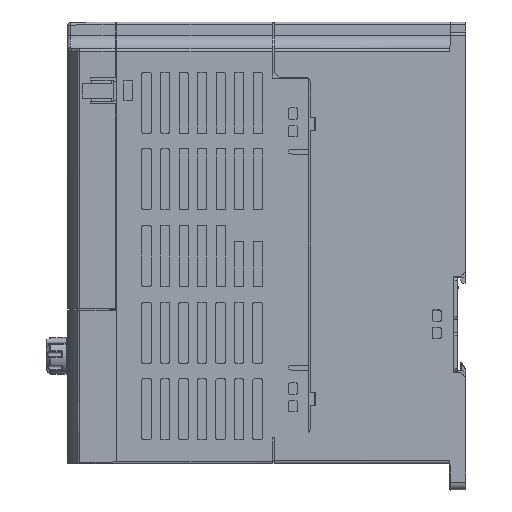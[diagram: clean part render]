
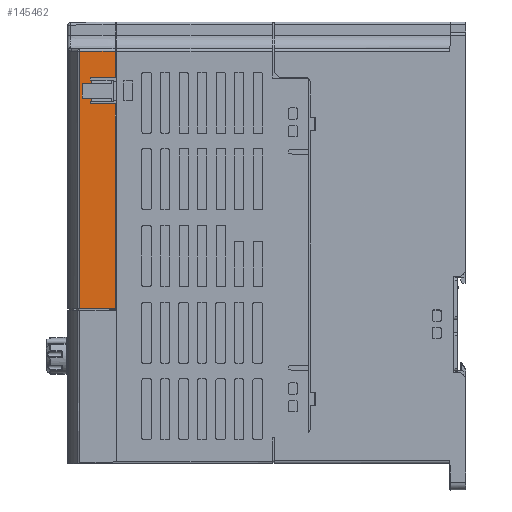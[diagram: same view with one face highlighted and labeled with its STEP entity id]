
A CAD part, left-side view. The second image highlights one B-rep face of the part: STEP entity #145462.
In plain terms, the highlighted planar face has unit normal (-1, 0.009, 0).
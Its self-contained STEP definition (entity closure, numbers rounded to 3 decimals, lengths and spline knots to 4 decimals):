
#554 = ORIENTED_EDGE ( 'NONE', *, *, #62802, .F. ) ;
#4113 = DIRECTION ( 'NONE',  ( 0.009, 1., 0. ) ) ;
#4353 = ORIENTED_EDGE ( 'NONE', *, *, #72807, .T. ) ;
#5703 = CARTESIAN_POINT ( 'NONE',  ( -1.9848, 5.3583, -1.1811 ) ) ;
#6388 = DIRECTION ( 'NONE',  ( 0.009, 1., -0.009 ) ) ;
#8105 = VERTEX_POINT ( 'NONE', #127137 ) ;
#9781 = DIRECTION ( 'NONE',  ( 0., 0., -1. ) ) ;
#10314 = DIRECTION ( 'NONE',  ( -0.009, -1., 0. ) ) ;
#11988 = VERTEX_POINT ( 'NONE', #63341 ) ;
#12154 = VECTOR ( 'NONE', #28321, 39.3701 ) ;
#12180 = CARTESIAN_POINT ( 'NONE',  ( -1.9834, 5.5141, -4.4048 ) ) ;
#13881 = CARTESIAN_POINT ( 'NONE',  ( -1.9848, 5.3583, -1.2205 ) ) ;
#14445 = DIRECTION ( 'NONE',  ( 0., 0., 1. ) ) ;
#15145 = DIRECTION ( 'NONE',  ( 0.009, 1., 0. ) ) ;
#18307 = LINE ( 'NONE', #130549, #100799 ) ;
#18941 = ORIENTED_EDGE ( 'NONE', *, *, #157040, .T. ) ;
#21444 = LINE ( 'NONE', #70323, #154756 ) ;
#23190 = VECTOR ( 'NONE', #6388, 39.3701 ) ;
#25578 = CARTESIAN_POINT ( 'NONE',  ( -1.9849, 5.3408, -0.8661 ) ) ;
#26002 =( BOUNDED_CURVE ( )  B_SPLINE_CURVE ( 3, ( #57495, #94398, #143295, #93593 ),
 .UNSPECIFIED., .F., .T. ) 
 B_SPLINE_CURVE_WITH_KNOTS ( ( 4, 4 ),
 ( 0., 1.5708 ),
 .UNSPECIFIED. ) 
 CURVE ( )  GEOMETRIC_REPRESENTATION_ITEM ( )  RATIONAL_B_SPLINE_CURVE ( ( 1., 0.805, 0.805, 1. ) ) 
 REPRESENTATION_ITEM ( '' )  );
#27032 = CARTESIAN_POINT ( 'NONE',  ( -1.9849, 5.3408, -0.9134 ) ) ;
#28321 = DIRECTION ( 'NONE',  ( 0., 0., 1. ) ) ;
#34985 = CARTESIAN_POINT ( 'NONE',  ( -1.9837, 5.4764, -0.9134 ) ) ;
#35043 = DIRECTION ( 'NONE',  ( 0., 0., 1. ) ) ;
#35561 = EDGE_CURVE ( 'NONE', #123991, #11988, #75784, .T. ) ;
#36337 = VECTOR ( 'NONE', #57917, 39.3701 ) ;
#38728 = ORIENTED_EDGE ( 'NONE', *, *, #115386, .F. ) ;
#39408 = ORIENTED_EDGE ( 'NONE', *, *, #52243, .F. ) ;
#42704 = LINE ( 'NONE', #53957, #12154 ) ;
#43155 = DIRECTION ( 'NONE',  ( 0., 0., 1. ) ) ;
#43545 = EDGE_CURVE ( 'NONE', #55425, #96031, #18307, .T. ) ;
#44217 = CARTESIAN_POINT ( 'NONE',  ( -1.9848, 5.3583, -1.1811 ) ) ;
#47193 = VERTEX_POINT ( 'NONE', #91955 ) ;
#47799 = VECTOR ( 'NONE', #9781, 39.3701 ) ;
#48986 = CARTESIAN_POINT ( 'NONE',  ( -1.9849, 5.3408, -1.1811 ) ) ;
#49871 = VERTEX_POINT ( 'NONE', #58156 ) ;
#50359 = VERTEX_POINT ( 'NONE', #5703 ) ;
#50570 = AXIS2_PLACEMENT_3D ( 'NONE', #157782, #120963, #10314 ) ;
#51655 = CARTESIAN_POINT ( 'NONE',  ( -1.988, 4.9843, -0.8268 ) ) ;
#52243 = EDGE_CURVE ( 'NONE', #75371, #73641, #74405, .T. ) ;
#52285 = VECTOR ( 'NONE', #4113, 39.3701 ) ;
#52575 = ORIENTED_EDGE ( 'NONE', *, *, #126339, .T. ) ;
#52888 = LINE ( 'NONE', #63371, #87350 ) ;
#52897 = EDGE_CURVE ( 'NONE', #144840, #50359, #108033, .T. ) ;
#53474 = VECTOR ( 'NONE', #125514, 39.3701 ) ;
#53957 = CARTESIAN_POINT ( 'NONE',  ( -1.9837, 5.4764, -4.4048 ) ) ;
#55425 = VERTEX_POINT ( 'NONE', #58375 ) ;
#57495 = CARTESIAN_POINT ( 'NONE',  ( -1.988, 4.9843, -4.252 ) ) ;
#57917 = DIRECTION ( 'NONE',  ( 0., 0., 1. ) ) ;
#58156 = CARTESIAN_POINT ( 'NONE',  ( -1.9849, 5.3408, -0.8661 ) ) ;
#58375 = CARTESIAN_POINT ( 'NONE',  ( -1.9848, 5.3583, -0.8268 ) ) ;
#58727 = LINE ( 'NONE', #143722, #36337 ) ;
#60029 = FACE_OUTER_BOUND ( 'NONE', #150410, .T. ) ;
#60527 = ORIENTED_EDGE ( 'NONE', *, *, #92997, .T. ) ;
#62302 = CARTESIAN_POINT ( 'NONE',  ( -1.988, 4.9843, -4.252 ) ) ;
#62802 = EDGE_CURVE ( 'NONE', #93563, #96031, #153187, .T. ) ;
#63341 = CARTESIAN_POINT ( 'NONE',  ( -1.9834, 5.5141, -4.2717 ) ) ;
#63371 = CARTESIAN_POINT ( 'NONE',  ( -1.9849, 5.3408, -4.4048 ) ) ;
#63505 = CARTESIAN_POINT ( 'NONE',  ( -1.988, 4.9843, -1.2205 ) ) ;
#64499 = CARTESIAN_POINT ( 'NONE',  ( -1.9849, 5.3408, -1.1339 ) ) ;
#69617 = VERTEX_POINT ( 'NONE', #34985 ) ;
#69631 = VECTOR ( 'NONE', #157140, 39.3701 ) ;
#70323 = CARTESIAN_POINT ( 'NONE',  ( -1.988, 4.9843, -1.2205 ) ) ;
#72807 = EDGE_CURVE ( 'NONE', #131906, #94533, #101945, .T. ) ;
#73367 = EDGE_CURVE ( 'NONE', #49871, #47193, #97768, .T. ) ;
#73641 = VERTEX_POINT ( 'NONE', #62302 ) ;
#73863 = ORIENTED_EDGE ( 'NONE', *, *, #35561, .F. ) ;
#74405 = LINE ( 'NONE', #123348, #140017 ) ;
#75371 = VERTEX_POINT ( 'NONE', #63505 ) ;
#75784 = LINE ( 'NONE', #151117, #53474 ) ;
#79485 = VECTOR ( 'NONE', #43155, 39.3701 ) ;
#80531 = VECTOR ( 'NONE', #15145, 39.3701 ) ;
#80999 = ORIENTED_EDGE ( 'NONE', *, *, #52897, .T. ) ;
#82402 = EDGE_CURVE ( 'NONE', #8105, #11988, #96389, .T. ) ;
#84206 = LINE ( 'NONE', #123495, #69631 ) ;
#86805 = VECTOR ( 'NONE', #88373, 39.3701 ) ;
#87350 = VECTOR ( 'NONE', #14445, 39.3701 ) ;
#88201 = EDGE_CURVE ( 'NONE', #47193, #55425, #104076, .T. ) ;
#88373 = DIRECTION ( 'NONE',  ( 0., 0., -1. ) ) ;
#88523 = VECTOR ( 'NONE', #102028, 39.3701 ) ;
#90087 = ORIENTED_EDGE ( 'NONE', *, *, #153967, .T. ) ;
#91955 = CARTESIAN_POINT ( 'NONE',  ( -1.9848, 5.3583, -0.8661 ) ) ;
#92997 = EDGE_CURVE ( 'NONE', #94533, #69617, #42704, .T. ) ;
#93307 = ORIENTED_EDGE ( 'NONE', *, *, #88201, .T. ) ;
#93563 = VERTEX_POINT ( 'NONE', #108008 ) ;
#93593 = CARTESIAN_POINT ( 'NONE',  ( -1.9878, 5.0039, -4.2717 ) ) ;
#93648 = CARTESIAN_POINT ( 'NONE',  ( -1.9848, 5.3583, -4.4048 ) ) ;
#94398 = CARTESIAN_POINT ( 'NONE',  ( -1.988, 4.9843, -4.2635 ) ) ;
#94533 = VERTEX_POINT ( 'NONE', #121855 ) ;
#96031 = VERTEX_POINT ( 'NONE', #51655 ) ;
#96389 = LINE ( 'NONE', #12180, #47799 ) ;
#97768 = LINE ( 'NONE', #25578, #80531 ) ;
#100799 = VECTOR ( 'NONE', #139422, 39.3701 ) ;
#101945 = LINE ( 'NONE', #138847, #52285 ) ;
#102028 = DIRECTION ( 'NONE',  ( -0.009, -1., 0. ) ) ;
#103288 = DIRECTION ( 'NONE',  ( 0.009, 1., 0. ) ) ;
#104076 = LINE ( 'NONE', #93648, #79485 ) ;
#104210 = CARTESIAN_POINT ( 'NONE',  ( -1.988, 4.9843, -0.4332 ) ) ;
#105996 = CARTESIAN_POINT ( 'NONE',  ( -1.9878, 5.0039, -4.2717 ) ) ;
#108008 = CARTESIAN_POINT ( 'NONE',  ( -1.988, 4.9843, -0.4332 ) ) ;
#108033 = LINE ( 'NONE', #144904, #150436 ) ;
#108203 = ORIENTED_EDGE ( 'NONE', *, *, #82402, .T. ) ;
#108316 = EDGE_CURVE ( 'NONE', #147137, #49871, #52888, .T. ) ;
#108907 = PLANE ( 'NONE',  #50570 ) ;
#114755 = CARTESIAN_POINT ( 'NONE',  ( -1.988, 4.9843, 0. ) ) ;
#115386 = EDGE_CURVE ( 'NONE', #73641, #123991, #26002, .T. ) ;
#115481 = LINE ( 'NONE', #104210, #23190 ) ;
#120963 = DIRECTION ( 'NONE',  ( -1., 0.009, 0. ) ) ;
#121855 = CARTESIAN_POINT ( 'NONE',  ( -1.9837, 5.4764, -1.1339 ) ) ;
#123126 = VERTEX_POINT ( 'NONE', #48986 ) ;
#123348 = CARTESIAN_POINT ( 'NONE',  ( -1.988, 4.9843, 0. ) ) ;
#123495 = CARTESIAN_POINT ( 'NONE',  ( -1.9882, 4.9646, -0.9134 ) ) ;
#123991 = VERTEX_POINT ( 'NONE', #105996 ) ;
#125514 = DIRECTION ( 'NONE',  ( 0.009, 1., 0. ) ) ;
#126339 = EDGE_CURVE ( 'NONE', #50359, #123126, #140465, .T. ) ;
#127137 = CARTESIAN_POINT ( 'NONE',  ( -1.9834, 5.5141, -0.4379 ) ) ;
#130549 = CARTESIAN_POINT ( 'NONE',  ( -1.9848, 5.3583, -0.8268 ) ) ;
#131906 = VERTEX_POINT ( 'NONE', #64499 ) ;
#134410 = ORIENTED_EDGE ( 'NONE', *, *, #73367, .T. ) ;
#137197 = ORIENTED_EDGE ( 'NONE', *, *, #43545, .T. ) ;
#138847 = CARTESIAN_POINT ( 'NONE',  ( -1.9882, 4.9646, -1.1339 ) ) ;
#139422 = DIRECTION ( 'NONE',  ( -0.009, -1., 0. ) ) ;
#140017 = VECTOR ( 'NONE', #156983, 39.3701 ) ;
#140465 = LINE ( 'NONE', #44217, #88523 ) ;
#143042 = EDGE_CURVE ( 'NONE', #69617, #147137, #84206, .T. ) ;
#143295 = CARTESIAN_POINT ( 'NONE',  ( -1.9879, 4.9924, -4.2717 ) ) ;
#143722 = CARTESIAN_POINT ( 'NONE',  ( -1.9849, 5.3408, -4.4048 ) ) ;
#144840 = VERTEX_POINT ( 'NONE', #13881 ) ;
#144904 = CARTESIAN_POINT ( 'NONE',  ( -1.9848, 5.3583, -4.4048 ) ) ;
#145462 = ADVANCED_FACE ( 'NONE', ( #60029 ), #108907, .T. ) ;
#147137 = VERTEX_POINT ( 'NONE', #27032 ) ;
#148646 = ORIENTED_EDGE ( 'NONE', *, *, #143042, .T. ) ;
#149829 = ORIENTED_EDGE ( 'NONE', *, *, #108316, .T. ) ;
#150266 = ORIENTED_EDGE ( 'NONE', *, *, #150365, .T. ) ;
#150365 = EDGE_CURVE ( 'NONE', #93563, #8105, #115481, .T. ) ;
#150410 = EDGE_LOOP ( 'NONE', ( #150266, #108203, #73863, #38728, #39408, #18941, #80999, #52575, #90087, #4353, #60527, #148646, #149829, #134410, #93307, #137197, #554 ) ) ;
#150436 = VECTOR ( 'NONE', #35043, 39.3701 ) ;
#151117 = CARTESIAN_POINT ( 'NONE',  ( -1.9878, 5.0039, -4.2717 ) ) ;
#153187 = LINE ( 'NONE', #114755, #86805 ) ;
#153967 = EDGE_CURVE ( 'NONE', #123126, #131906, #58727, .T. ) ;
#154756 = VECTOR ( 'NONE', #103288, 39.3701 ) ;
#156983 = DIRECTION ( 'NONE',  ( 0., 0., -1. ) ) ;
#157040 = EDGE_CURVE ( 'NONE', #75371, #144840, #21444, .T. ) ;
#157140 = DIRECTION ( 'NONE',  ( -0.009, -1., 0. ) ) ;
#157782 = CARTESIAN_POINT ( 'NONE',  ( -1.9882, 4.9646, -4.4048 ) ) ;
